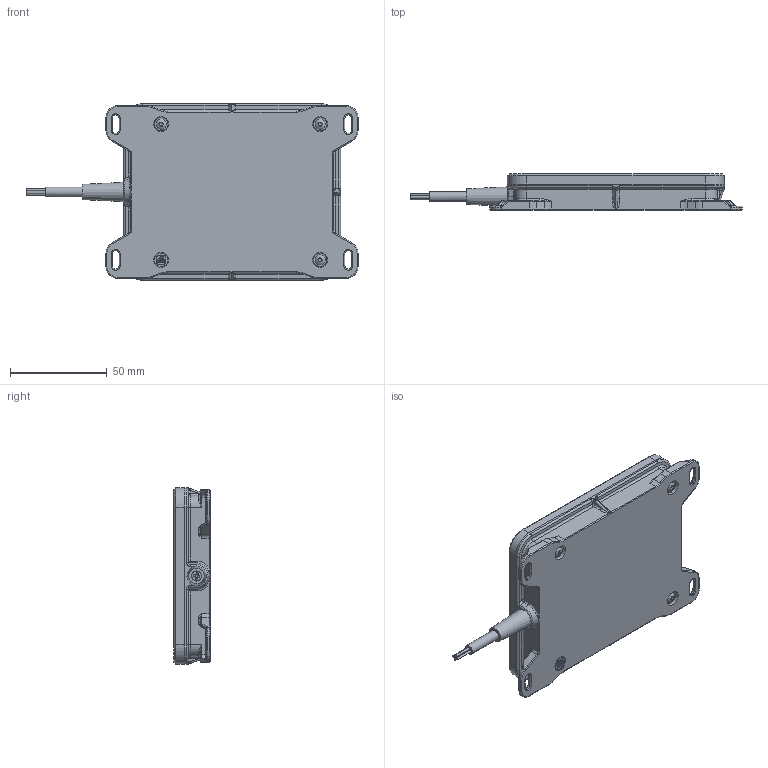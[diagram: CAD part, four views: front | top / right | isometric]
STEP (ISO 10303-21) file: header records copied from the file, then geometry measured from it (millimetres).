
FILE_DESCRIPTION (( 'STEP AP214' ), '1' );
FILE_NAME ('眒忣.466369.008-01捘 v2.STEP', '2025-04-03T07:02:01', ( '' ), ( '' ), 'SwSTEP 2.0', 'SolidWorks 2019', '' );
FILE_SCHEMA (( 'AUTOMOTIVE_DESIGN' ));
Length unit declared in the file: millimetre
Products named in the file (1): 眒忣.466369.008-01捘 v2
Bounding box: 171.22 x 18.75 x 91 mm (x, y, z)
Volume: 60705.7 mm3; surface area: 57254.3 mm2
Topology: 9 solids, 9 shells, 699 faces, 1647 edges, 943 vertices
Faces by surface type: cylinder 251, plane 190, torus 125, bspline 105, sphere 18, cone 10
Full cylindrical faces by diameter (mm): 1.1 x4, 5.1 x1, 5.2 x1, 6.9 x4, 7 x1, 7.5 x1, 7.7 x1, 7.8 x5, 10 x2
Entity records: 22028 total; most frequent: CARTESIAN_POINT 6636, DIRECTION 3275, ORIENTED_EDGE 3132, EDGE_CURVE 1566, AXIS2_PLACEMENT_3D 1322, VERTEX_POINT 927, EDGE_LOOP 769, CIRCLE 727
